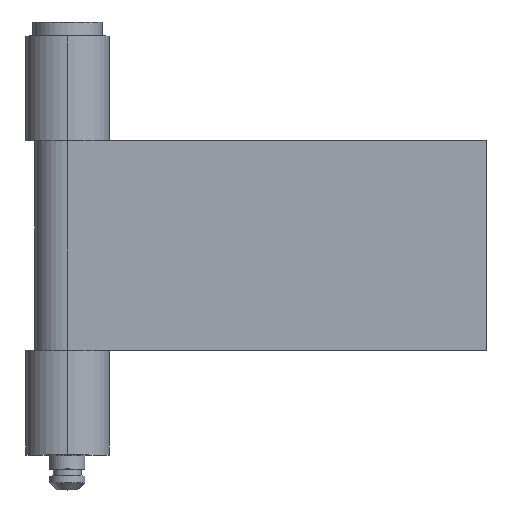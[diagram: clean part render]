
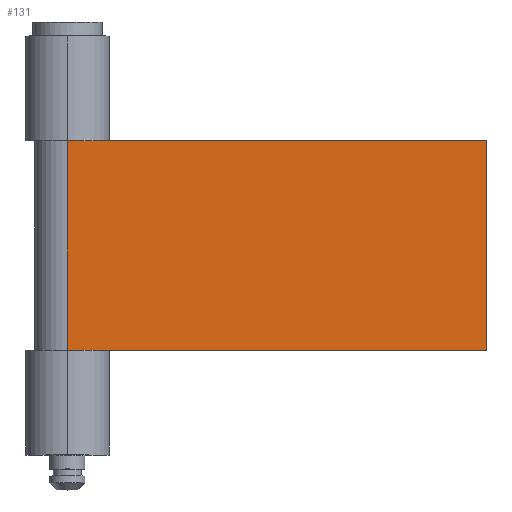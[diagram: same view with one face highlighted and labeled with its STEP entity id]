
A CAD part, top view. The second image highlights one B-rep face of the part: STEP entity #131.
In plain terms, the highlighted planar face has unit normal (0, 0, 1).
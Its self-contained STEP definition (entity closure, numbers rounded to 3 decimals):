
#34 = EDGE_CURVE ( 'NONE', #200, #35, #404, .T. ) ;
#35 = VERTEX_POINT ( 'NONE', #400 ) ;
#41 = ORIENTED_EDGE ( 'NONE', *, *, #71, .F. ) ;
#71 = EDGE_CURVE ( 'NONE', #227, #278, #471, .T. ) ;
#86 = ORIENTED_EDGE ( 'NONE', *, *, #226, .F. ) ;
#129 = EDGE_LOOP ( 'NONE', ( #182, #41, #86, #183 ) ) ;
#131 = ADVANCED_FACE ( 'NONE', ( #569 ), #574, .F. ) ;
#182 = ORIENTED_EDGE ( 'NONE', *, *, #282, .T. ) ;
#183 = ORIENTED_EDGE ( 'NONE', *, *, #34, .T. ) ;
#200 = VERTEX_POINT ( 'NONE', #698 ) ;
#226 = EDGE_CURVE ( 'NONE', #200, #227, #686, .T. ) ;
#227 = VERTEX_POINT ( 'NONE', #682 ) ;
#278 = VERTEX_POINT ( 'NONE', #785 ) ;
#282 = EDGE_CURVE ( 'NONE', #35, #278, #771, .T. ) ;
#400 = CARTESIAN_POINT ( 'NONE',  ( 0., 0., 4.7 ) ) ;
#401 = DIRECTION ( 'NONE',  ( 0., -1., 0. ) ) ;
#402 = VECTOR ( 'NONE', #401, 1000. ) ;
#403 = CARTESIAN_POINT ( 'NONE',  ( 0., 30., 4.7 ) ) ;
#404 = LINE ( 'NONE', #403, #402 ) ;
#468 = DIRECTION ( 'NONE',  ( 0., -1., 0. ) ) ;
#469 = VECTOR ( 'NONE', #468, 1000. ) ;
#470 = CARTESIAN_POINT ( 'NONE',  ( 60., 30., 4.7 ) ) ;
#471 = LINE ( 'NONE', #470, #469 ) ;
#565 = DIRECTION ( 'NONE',  ( -1., 0., 0. ) ) ;
#566 = DIRECTION ( 'NONE',  ( 0., 0., -1. ) ) ;
#567 = CARTESIAN_POINT ( 'NONE',  ( 0., 30., 4.7 ) ) ;
#568 = AXIS2_PLACEMENT_3D ( 'NONE', #567, #566, #565 ) ;
#569 = FACE_OUTER_BOUND ( 'NONE', #129, .T. ) ;
#574 = PLANE ( 'NONE',  #568 ) ;
#682 = CARTESIAN_POINT ( 'NONE',  ( 60., 30., 4.7 ) ) ;
#683 = DIRECTION ( 'NONE',  ( 1., 0., 0. ) ) ;
#684 = VECTOR ( 'NONE', #683, 1000. ) ;
#685 = CARTESIAN_POINT ( 'NONE',  ( 0., 30., 4.7 ) ) ;
#686 = LINE ( 'NONE', #685, #684 ) ;
#698 = CARTESIAN_POINT ( 'NONE',  ( 0., 30., 4.7 ) ) ;
#771 = LINE ( 'NONE', #831, #830 ) ;
#785 = CARTESIAN_POINT ( 'NONE',  ( 60., 0., 4.7 ) ) ;
#829 = DIRECTION ( 'NONE',  ( 1., 0., 0. ) ) ;
#830 = VECTOR ( 'NONE', #829, 1000. ) ;
#831 = CARTESIAN_POINT ( 'NONE',  ( 0., 0., 4.7 ) ) ;
